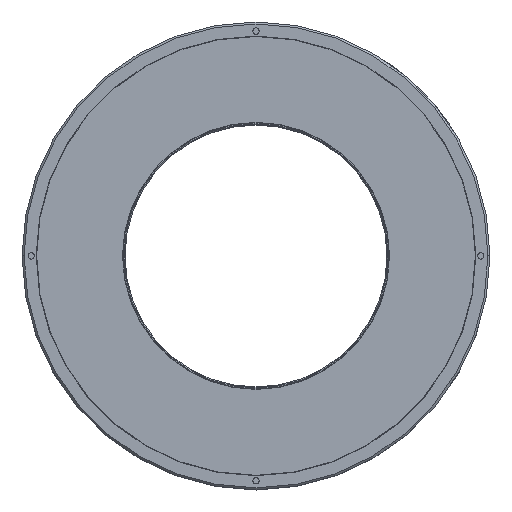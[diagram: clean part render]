
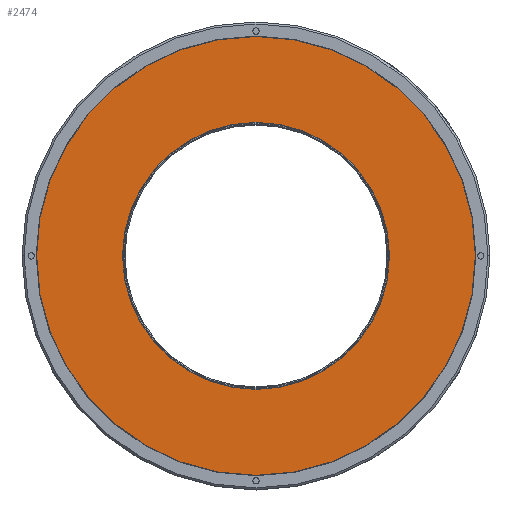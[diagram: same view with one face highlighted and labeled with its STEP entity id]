
A CAD part, top view. The second image highlights one B-rep face of the part: STEP entity #2474.
In plain terms, the highlighted face is planar.
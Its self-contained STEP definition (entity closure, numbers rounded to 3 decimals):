
#888=CARTESIAN_POINT('',(27.325,0.,0.));
#889=DIRECTION('',(1.,0.,0.));
#890=DIRECTION('',(0.,0.,-1.));
#891=AXIS2_PLACEMENT_3D('',#888,#889,#890);
#896=CARTESIAN_POINT('',(27.325,0.,0.));
#897=DIRECTION('',(1.,0.,0.));
#898=DIRECTION('',(0.,0.,1.));
#899=AXIS2_PLACEMENT_3D('',#896,#897,#898);
#904=CARTESIAN_POINT('',(27.325,0.,0.));
#905=DIRECTION('',(-1.,0.,0.));
#906=DIRECTION('',(0.,0.,-1.));
#907=AXIS2_PLACEMENT_3D('',#904,#905,#906);
#912=CARTESIAN_POINT('',(27.325,0.,0.));
#913=DIRECTION('',(-1.,0.,0.));
#914=DIRECTION('',(0.,0.,1.));
#915=AXIS2_PLACEMENT_3D('',#912,#913,#914);
#1763=CARTESIAN_POINT('',(27.325,0.,-54.4));
#1764=CARTESIAN_POINT('',(27.325,0.,54.4));
#1765=VERTEX_POINT('',#1763);
#1766=VERTEX_POINT('',#1764);
#1767=CARTESIAN_POINT('',(27.325,0.,-33.1));
#1768=CARTESIAN_POINT('',(27.325,0.,33.1));
#1769=VERTEX_POINT('',#1767);
#1770=VERTEX_POINT('',#1768);
#2459=CARTESIAN_POINT('',(27.325,0.,0.));
#2460=DIRECTION('',(1.,0.,0.));
#2461=DIRECTION('',(0.,0.,-1.));
#2462=AXIS2_PLACEMENT_3D('',#2459,#2460,#2461);
#2463=PLANE('',#2462);
#2464=ORIENTED_EDGE('',*,*,#2108,.F.);
#2465=ORIENTED_EDGE('',*,*,#2146,.F.);
#2466=EDGE_LOOP('',(#2464,#2465));
#2467=FACE_OUTER_BOUND('',#2466,.F.);
#2469=ORIENTED_EDGE('',*,*,#2468,.F.);
#2471=ORIENTED_EDGE('',*,*,#2470,.F.);
#2472=EDGE_LOOP('',(#2469,#2471));
#2473=FACE_BOUND('',#2472,.F.);
#2474=ADVANCED_FACE('',(#2467,#2473),#2463,.T.);
#892=CIRCLE('',#891,54.4);
#900=CIRCLE('',#899,54.4);
#908=CIRCLE('',#907,33.1);
#916=CIRCLE('',#915,33.1);
#2108=EDGE_CURVE('',#1765,#1766,#892,.T.);
#2146=EDGE_CURVE('',#1766,#1765,#900,.T.);
#2468=EDGE_CURVE('',#1769,#1770,#908,.T.);
#2470=EDGE_CURVE('',#1770,#1769,#916,.T.);
